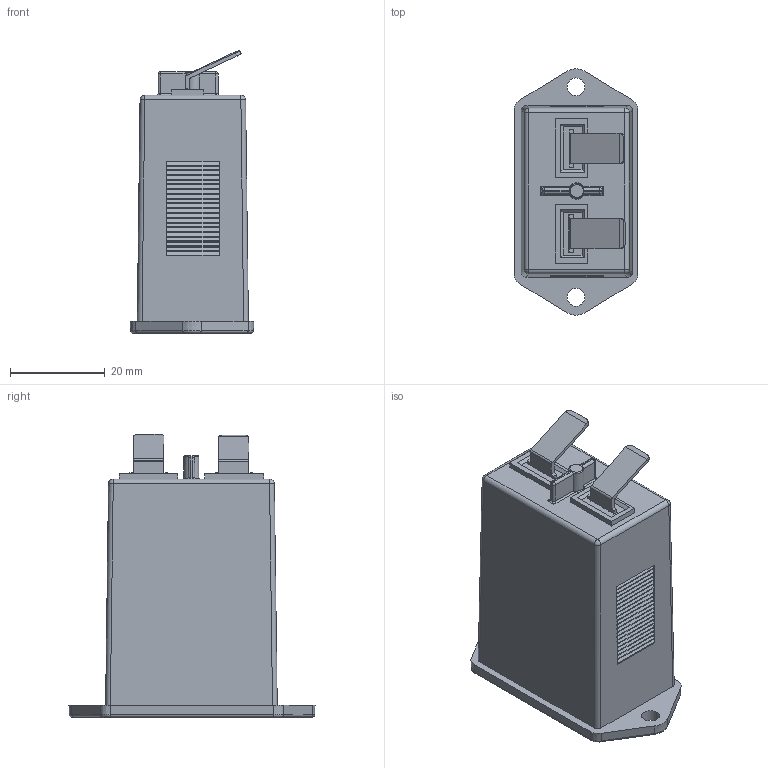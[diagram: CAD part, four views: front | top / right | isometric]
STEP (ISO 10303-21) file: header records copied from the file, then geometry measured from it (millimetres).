
FILE_DESCRIPTION (( 'STEP AP203' ), '1' );
FILE_NAME ('722-0001.step', '2021-09-29T10:22:36', ( '' ), ( '' ), 'SwSTEP 2.0', 'SolidWorks 2021', '' );
FILE_SCHEMA (( 'CONFIG_CONTROL_DESIGN' ));
Length unit declared in the file: millimetre
Products named in the file (1): 722-0001
Bounding box: 26.2 x 52.08 x 59.86 mm (x, y, z)
Volume: 10687.9 mm3; surface area: 17144.9 mm2
Topology: 5 solids, 6 shells, 718 faces, 1895 edges, 1231 vertices
Faces by surface type: plane 536, cylinder 126, bspline 24, cone 14, torus 10, sphere 8
Entity records: 23750 total; most frequent: CARTESIAN_POINT 6043, ORIENTED_EDGE 3782, DIRECTION 3393, EDGE_CURVE 1891, LINE 1559, VECTOR 1559, VERTEX_POINT 1231, AXIS2_PLACEMENT_3D 917
